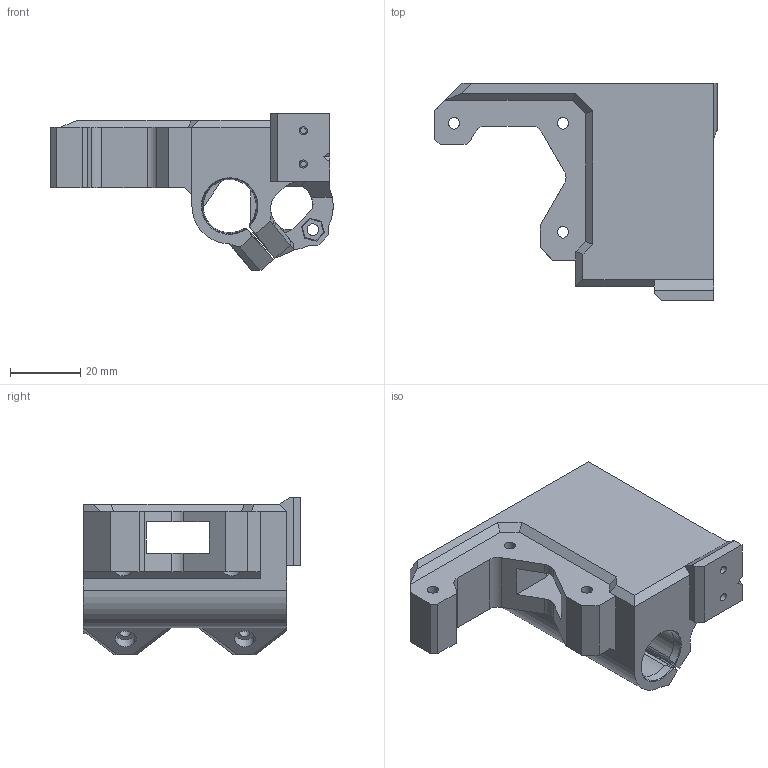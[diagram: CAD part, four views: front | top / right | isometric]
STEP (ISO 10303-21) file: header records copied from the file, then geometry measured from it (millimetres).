
FILE_DESCRIPTION(/* description */ ('STEP AP242','CAx-IF Rec.Pracs.---Representation and Presentation of Product Manufacturing Information (PMI)---4.0---2014-10-13','CAx-IF Rec.Pracs.---3D Tessellated Geometry---0.4---2014-09-14','2;1'),/* implementation_level */ '2;1');
FILE_NAME(/* name */ '62c98d1980b2d137eba6a51a',/* time_stamp */ '2022-07-09T14:13:46+00:00',/* author */ (''),/* organization */ (''),/* preprocessor_version */ 'ST-DEVELOPER v18.102',/* originating_system */ ' ',/* authorisation */ ' ');
FILE_SCHEMA (('AP242_MANAGED_MODEL_BASED_3D_ENGINEERING_MIM_LF { 1 0 10303 442 1 1 4 }'));
Length unit declared in the file: metre
Products named in the file (1): X_end_motor
Bounding box: 80.47 x 62 x 44.96 mm (x, y, z)
Volume: 57905.5 mm3; surface area: 23645.1 mm2
Topology: 1 solids, 16 shells, 368 faces, 947 edges, 617 vertices
Faces by surface type: plane 319, cylinder 35, cone 10, bspline 4
Full cylindrical faces by diameter (mm): 1.7 x2, 3.3 x3, 13.5 x1
Entity records: 11123 total; most frequent: CARTESIAN_POINT 2133, ORIENTED_EDGE 1872, DIRECTION 1753, EDGE_CURVE 936, LINE 797, VECTOR 797, VERTEX_POINT 615, AXIS2_PLACEMENT_3D 478
